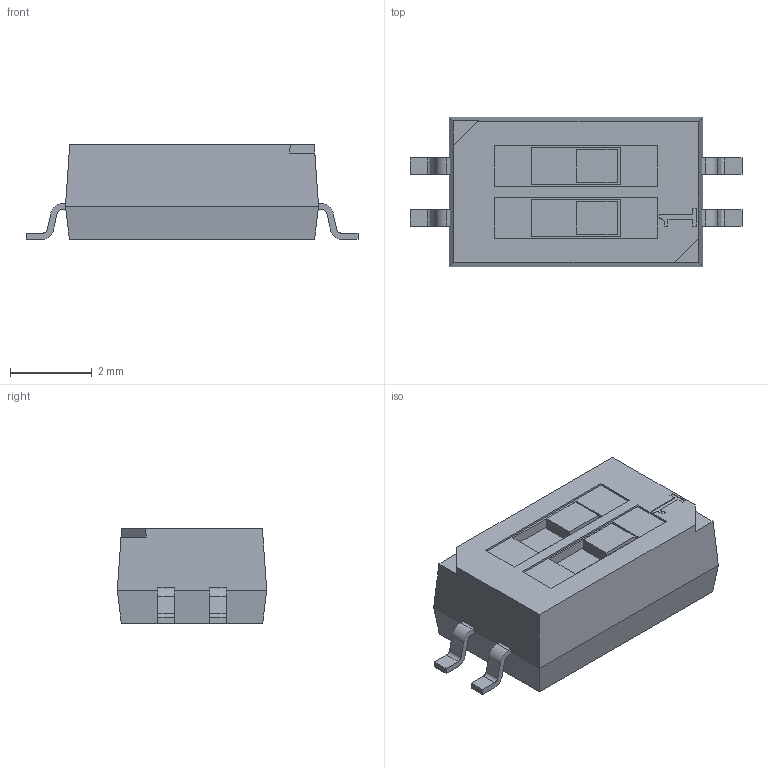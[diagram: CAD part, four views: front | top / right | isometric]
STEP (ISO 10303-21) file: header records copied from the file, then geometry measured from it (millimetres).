
FILE_DESCRIPTION (( 'STEP AP214' ), '1' );
FILE_NAME ('User Library-SW_1571983-3.STEP', '2019-01-16T12:52:04', ( '' ), ( '' ), 'SwSTEP 2.0', 'SolidWorks 2018', '' );
FILE_SCHEMA (( 'AUTOMOTIVE_DESIGN' ));
Length unit declared in the file: millimetre
Products named in the file (1): User Library-SW_1571983-3
Bounding box: 8.13 x 3.66 x 2.31 mm (x, y, z)
Volume: 50.2 mm3; surface area: 112.7 mm2
Topology: 3 solids, 3 shells, 100 faces, 257 edges, 170 vertices
Faces by surface type: plane 83, cylinder 16, bspline 1
Entity records: 3323 total; most frequent: CARTESIAN_POINT 541, ORIENTED_EDGE 514, DIRECTION 487, EDGE_CURVE 257, LINE 223, VECTOR 223, VERTEX_POINT 170, AXIS2_PLACEMENT_3D 132
